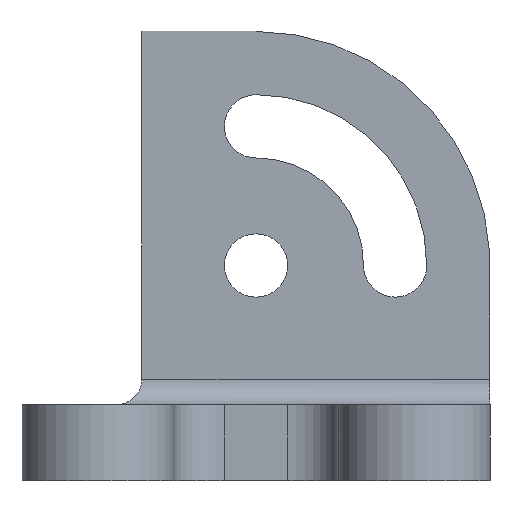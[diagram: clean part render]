
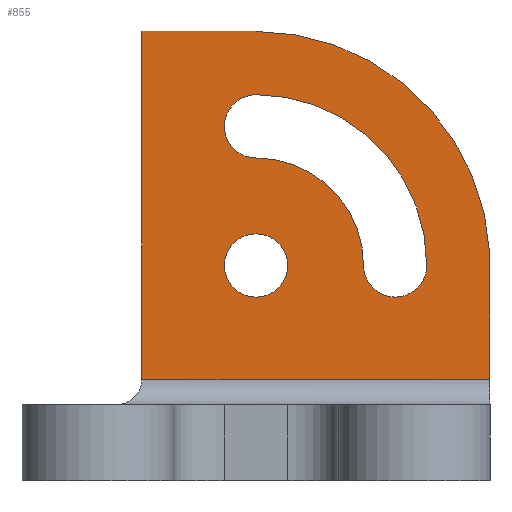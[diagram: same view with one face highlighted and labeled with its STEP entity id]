
A CAD part, left-side view. The second image highlights one B-rep face of the part: STEP entity #855.
In plain terms, the highlighted planar face has unit normal (-1, 0, 0).
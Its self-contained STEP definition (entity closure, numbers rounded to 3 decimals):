
#24=FACE_BOUND('',#132,.T.);
#25=FACE_BOUND('',#133,.T.);
#42=PLANE('',#948);
#79=FACE_OUTER_BOUND('',#131,.T.);
#131=EDGE_LOOP('',(#733,#734,#735,#736,#737,#738));
#132=EDGE_LOOP('',(#739,#740,#741,#742));
#133=EDGE_LOOP('',(#743,#744));
#183=CIRCLE('',#949,9.25);
#184=CIRCLE('',#950,1.25);
#185=CIRCLE('',#951,6.75);
#186=CIRCLE('',#952,1.25);
#187=CIRCLE('',#953,4.25);
#188=CIRCLE('',#954,1.25);
#189=CIRCLE('',#955,1.25);
#198=LINE('',#1244,#272);
#254=LINE('',#1427,#328);
#255=LINE('',#1431,#329);
#256=LINE('',#1433,#330);
#257=LINE('',#1434,#331);
#272=VECTOR('',#981,10.);
#328=VECTOR('',#1169,1.);
#329=VECTOR('',#1172,1.);
#330=VECTOR('',#1173,1.);
#331=VECTOR('',#1174,1.);
#347=VERTEX_POINT('',#1241);
#348=VERTEX_POINT('',#1243);
#409=VERTEX_POINT('',#1426);
#410=VERTEX_POINT('',#1428);
#411=VERTEX_POINT('',#1430);
#412=VERTEX_POINT('',#1432);
#413=VERTEX_POINT('',#1435);
#414=VERTEX_POINT('',#1436);
#415=VERTEX_POINT('',#1438);
#416=VERTEX_POINT('',#1440);
#417=VERTEX_POINT('',#1443);
#418=VERTEX_POINT('',#1444);
#431=EDGE_CURVE('',#347,#348,#198,.T.);
#522=EDGE_CURVE('',#347,#409,#254,.T.);
#523=EDGE_CURVE('',#409,#410,#183,.T.);
#524=EDGE_CURVE('',#410,#411,#255,.T.);
#525=EDGE_CURVE('',#411,#412,#256,.T.);
#526=EDGE_CURVE('',#348,#412,#257,.T.);
#527=EDGE_CURVE('',#413,#414,#184,.T.);
#528=EDGE_CURVE('',#415,#413,#185,.T.);
#529=EDGE_CURVE('',#416,#415,#186,.T.);
#530=EDGE_CURVE('',#416,#414,#187,.T.);
#531=EDGE_CURVE('',#417,#418,#188,.T.);
#532=EDGE_CURVE('',#418,#417,#189,.T.);
#733=ORIENTED_EDGE('',*,*,#431,.F.);
#734=ORIENTED_EDGE('',*,*,#522,.T.);
#735=ORIENTED_EDGE('',*,*,#523,.T.);
#736=ORIENTED_EDGE('',*,*,#524,.T.);
#737=ORIENTED_EDGE('',*,*,#525,.T.);
#738=ORIENTED_EDGE('',*,*,#526,.F.);
#739=ORIENTED_EDGE('',*,*,#527,.F.);
#740=ORIENTED_EDGE('',*,*,#528,.F.);
#741=ORIENTED_EDGE('',*,*,#529,.F.);
#742=ORIENTED_EDGE('',*,*,#530,.T.);
#743=ORIENTED_EDGE('',*,*,#531,.F.);
#744=ORIENTED_EDGE('',*,*,#532,.F.);
#855=ADVANCED_FACE('',(#79,#24,#25),#42,.T.);
#948=AXIS2_PLACEMENT_3D('',#1425,#1167,#1168);
#949=AXIS2_PLACEMENT_3D('',#1429,#1170,#1171);
#950=AXIS2_PLACEMENT_3D('',#1437,#1175,#1176);
#951=AXIS2_PLACEMENT_3D('',#1439,#1177,#1178);
#952=AXIS2_PLACEMENT_3D('',#1441,#1179,#1180);
#953=AXIS2_PLACEMENT_3D('',#1442,#1181,#1182);
#954=AXIS2_PLACEMENT_3D('',#1445,#1183,#1184);
#955=AXIS2_PLACEMENT_3D('',#1446,#1185,#1186);
#981=DIRECTION('',(0.,1.,0.));
#1167=DIRECTION('center_axis',(-1.,0.,0.));
#1168=DIRECTION('ref_axis',(0.,1.,0.));
#1169=DIRECTION('',(0.,0.,1.));
#1170=DIRECTION('center_axis',(-1.,0.,0.));
#1171=DIRECTION('ref_axis',(0.,-1.,0.));
#1172=DIRECTION('',(0.,0.,1.));
#1173=DIRECTION('',(0.,1.,0.));
#1174=DIRECTION('',(0.,0.,1.));
#1175=DIRECTION('center_axis',(-1.,0.,0.));
#1176=DIRECTION('ref_axis',(0.,-1.,0.));
#1177=DIRECTION('center_axis',(-1.,0.,0.));
#1178=DIRECTION('ref_axis',(0.,-1.,0.));
#1179=DIRECTION('center_axis',(-1.,0.,0.));
#1180=DIRECTION('ref_axis',(0.,-1.,0.));
#1181=DIRECTION('center_axis',(-1.,0.,0.));
#1182=DIRECTION('ref_axis',(0.,-1.,0.));
#1183=DIRECTION('center_axis',(-1.,0.,0.));
#1184=DIRECTION('ref_axis',(0.,-1.,0.));
#1185=DIRECTION('center_axis',(-1.,0.,0.));
#1186=DIRECTION('ref_axis',(0.,-1.,0.));
#1241=CARTESIAN_POINT('',(-1.5,-9.236,4.));
#1243=CARTESIAN_POINT('',(-1.5,4.514,4.));
#1244=CARTESIAN_POINT('',(-1.5,-4.62,4.));
#1425=CARTESIAN_POINT('Origin',(-1.5,-9.236,3.));
#1426=CARTESIAN_POINT('',(-1.5,-9.236,9.007));
#1427=CARTESIAN_POINT('',(-1.5,-9.236,3.));
#1428=CARTESIAN_POINT('',(-1.5,-0.018,17.75));
#1429=CARTESIAN_POINT('Origin',(-1.5,0.,8.5));
#1430=CARTESIAN_POINT('',(-1.5,-0.018,17.75));
#1431=CARTESIAN_POINT('',(-1.5,-0.018,17.75));
#1432=CARTESIAN_POINT('',(-1.5,4.514,17.75));
#1433=CARTESIAN_POINT('',(-1.5,-9.236,17.75));
#1434=CARTESIAN_POINT('',(-1.5,4.514,3.));
#1435=CARTESIAN_POINT('',(-1.5,-0.006,15.25));
#1436=CARTESIAN_POINT('',(-1.5,0.007,12.75));
#1437=CARTESIAN_POINT('Origin',(-1.5,0.,14.));
#1438=CARTESIAN_POINT('',(-1.5,-6.75,8.506));
#1439=CARTESIAN_POINT('Origin',(-1.5,0.,8.5));
#1440=CARTESIAN_POINT('',(-1.5,-4.25,8.493));
#1441=CARTESIAN_POINT('Origin',(-1.5,-5.5,8.5));
#1442=CARTESIAN_POINT('Origin',(-1.5,0.,8.5));
#1443=CARTESIAN_POINT('',(-1.5,-1.25,8.5));
#1444=CARTESIAN_POINT('',(-1.5,1.25,8.5));
#1445=CARTESIAN_POINT('Origin',(-1.5,0.,8.5));
#1446=CARTESIAN_POINT('Origin',(-1.5,0.,8.5));
